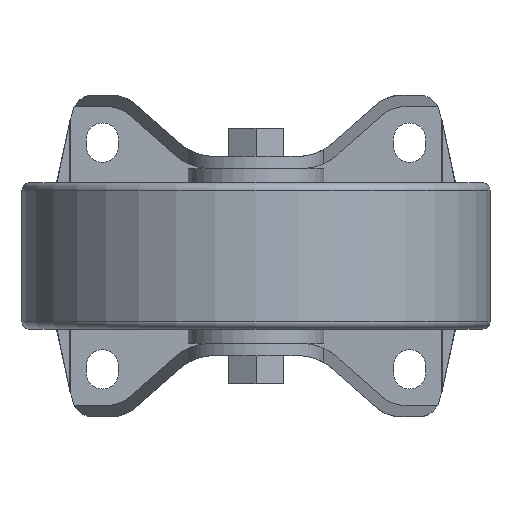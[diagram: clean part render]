
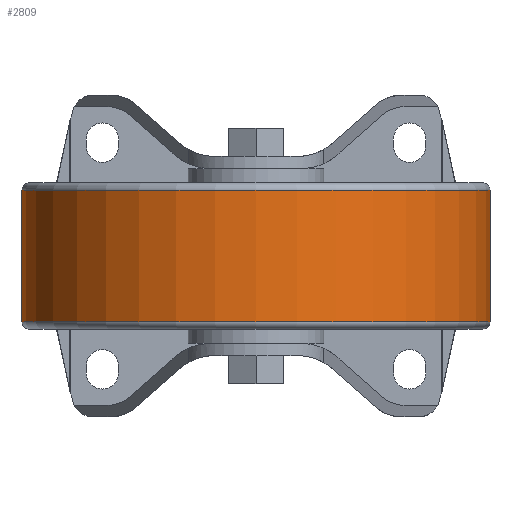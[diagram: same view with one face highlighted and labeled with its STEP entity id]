
A CAD part, front view. The second image highlights one B-rep face of the part: STEP entity #2809.
In plain terms, the highlighted cylindrical face has radius 80 mm (diameter 160 mm), a full revolution.
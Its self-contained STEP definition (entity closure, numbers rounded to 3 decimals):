
#90=CYLINDRICAL_SURFACE('',#3090,80.);
#1166=ORIENTED_EDGE('',*,*,#1735,.F.);
#1167=ORIENTED_EDGE('',*,*,#1734,.T.);
#1734=EDGE_CURVE('',#2060,#2060,#2208,.T.);
#1735=EDGE_CURVE('',#2061,#2061,#2209,.T.);
#2060=VERTEX_POINT('',#4698);
#2061=VERTEX_POINT('',#4701);
#2208=CIRCLE('',#3089,80.);
#2209=CIRCLE('',#3091,80.);
#2362=EDGE_LOOP('',(#1166));
#2363=EDGE_LOOP('',(#1167));
#2548=FACE_BOUND('',#2362,.T.);
#2549=FACE_BOUND('',#2363,.T.);
#2809=ADVANCED_FACE('',(#2548,#2549),#90,.T.);
#3089=AXIS2_PLACEMENT_3D('',#4697,#3775,#3776);
#3090=AXIS2_PLACEMENT_3D('',#4699,#3777,#3778);
#3091=AXIS2_PLACEMENT_3D('',#4700,#3779,#3780);
#3775=DIRECTION('',(0.,0.,-1.));
#3776=DIRECTION('',(-1.,0.,0.));
#3777=DIRECTION('',(0.,0.,-1.));
#3778=DIRECTION('',(-1.,0.,0.));
#3779=DIRECTION('',(0.,0.,-1.));
#3780=DIRECTION('',(-1.,0.,0.));
#4697=CARTESIAN_POINT('',(0.,0.,22.5));
#4698=CARTESIAN_POINT('',(-80.,0.,22.5));
#4699=CARTESIAN_POINT('',(0.,0.,-29.909));
#4700=CARTESIAN_POINT('',(0.,0.,-22.5));
#4701=CARTESIAN_POINT('',(-80.,0.,-22.5));
